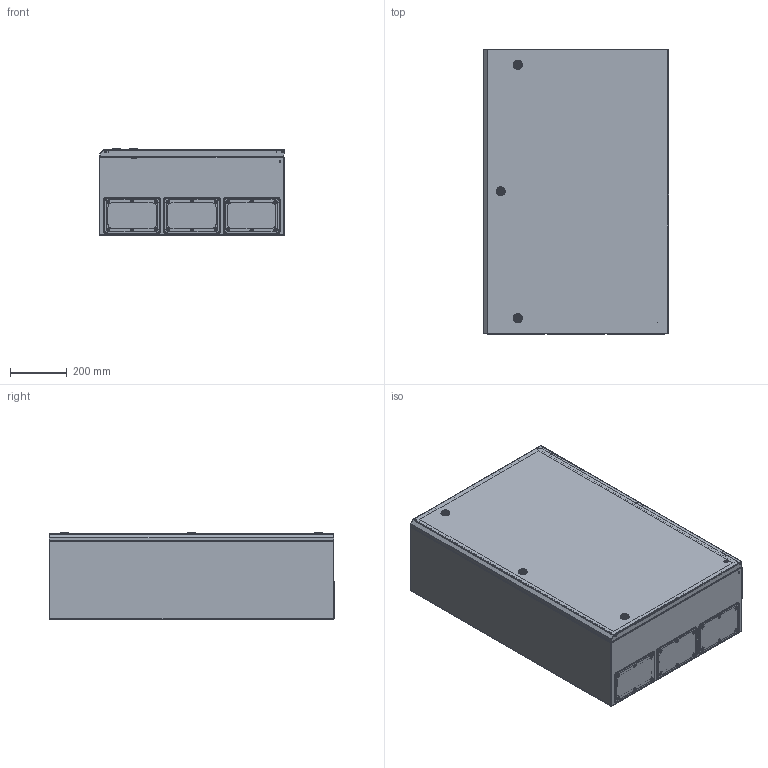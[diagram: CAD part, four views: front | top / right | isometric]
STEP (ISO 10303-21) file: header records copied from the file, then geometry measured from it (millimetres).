
FILE_DESCRIPTION (( 'STEP AP203' ), '1' );
FILE_NAME ('ÙÌÏã-100.65.30 êàá ôëàíåö IP65 EKF PROxima.STEP', '2022-12-08T08:05:36', ( '' ), ( '' ), 'SwSTEP 2.0', 'SolidWorks 2021', '' );
FILE_SCHEMA (( 'CONFIG_CONTROL_DESIGN' ));
Length unit declared in the file: millimetre
Products named in the file (22): ÓÊíà äâåðüÌÈ-2022; rivet 02_din1_DIN 660-5x8-St-A-2; ÌÈ-2022.01.00.001 Ñòåíêà âåðõíÿÿ_‘â. ­¨¦­ïï ; ÌÈ-2022.01.01.001 Ñòåíêà çàäíÿÿ; ÌÈ-2022.02.00.000 Äâåðü â ñáîðå; ÙÌÏã-100.65.30 êàá ôëàíåö IP65 EKF PROxima; Øïèëüêà ïðèâàðíàÿ Ì6õ20 DIN 13918; 蚘 縺 鐏鳧氀; hex flange nut_din1_Hexagon Flange Nut DIN 6923 - M6 - N; ﾌﾈ-2000.00.00.000 ﾂ粽蓖鵫 瑙褻 ﾘﾌﾏﾃ; Øïèëüêà Ì6õ12; ÌÈ-2022.01.00.001 Ñòåíêà âåðõíÿÿ; Íàâåñêà íà êîðïóñ ïîä êëåïêó; Çàìîê áîëüøîé; Ïåòëÿ íà äâåðü ï-îáðàçíàÿ; countersunk flat head cross recess screw_din12_DIN EN ISO 7046-1 - M4 x 10 - Z - 10N; ﾌﾈ-2022.02.00.001 ﾄ粢; ÌÈ-2022.01.01.000 Ñòåíêà çàäíÿÿ â ñáîðå; Îñü ïåòëè 4õ52_‚¨­â A.M4x0,5x40 ƒŽ‘’ 11644-75; ÌÈ-2022.01.00.000 Êîðïóñ â ñáîðå; ﾌﾈ-2000.00.00.001 ﾂ粽蓖鵫 瑙褻 ﾘﾌﾏﾃ; ÌÈ-460.00.00.001 Ïàíåëü ìîíòàæíàÿ
Assembly tree (65 placements, depth 4):
  ÙÌÏã-100.65.30 êàá ôëàíåö IP65 EKF PROxima
    ÌÈ-2022.01.00.000 Êîðïóñ â ñáîðå
      ÌÈ-2022.01.01.000 Ñòåíêà çàäíÿÿ â ñáîðå
        ÌÈ-2022.01.01.001 Ñòåíêà çàäíÿÿ
        Øïèëüêà Ì6õ12
        Øïèëüêà ïðèâàðíàÿ Ì6õ20 DIN 13918  x6
      ÌÈ-2022.01.00.001 Ñòåíêà âåðõíÿÿ
      ÌÈ-2022.01.00.001 Ñòåíêà âåðõíÿÿ_‘â. ­¨¦­ïï 
    ÌÈ-2022.02.00.000 Äâåðü â ñáîðå
      ﾌﾈ-2022.02.00.001 ﾄ粢
      ÓÊíà äâåðüÌÈ-2022
      Çàìîê áîëüøîé  x3
      Ïåòëÿ íà äâåðü ï-îáðàçíàÿ  x3
    ÌÈ-460.00.00.001 Ïàíåëü ìîíòàæíàÿ
    Íàâåñêà íà êîðïóñ ïîä êëåïêó  x3
    rivet 02_din1_DIN 660-5x8-St-A-2  x6
    Îñü ïåòëè 4õ52_‚¨­â A.M4x0,5x40 ƒŽ‘’ 11644-75  x3
    ﾌﾈ-2000.00.00.000 ﾂ粽蓖鵫 瑙褻 ﾘﾌﾏﾃ  x3
      ﾌﾈ-2000.00.00.001 ﾂ粽蓖鵫 瑙褻 ﾘﾌﾏﾃ
      蚘 縺 鐏鳧氀
    hex flange nut_din1_Hexagon Flange Nut DIN 6923 - M6 - N  x8
    countersunk flat head cross recess screw_din12_DIN EN ISO 7046-1 - M4 x 10 - Z - 10N  x18
Bounding box: 650.8 x 1003.8 x 306.34 mm (x, y, z)
Volume: 4670049.6 mm3; surface area: 6200803.7 mm2
Topology: 63 solids, 78 shells, 2370 faces, 5594 edges, 3407 vertices
Faces by surface type: plane 1072, cylinder 637, cone 368, torus 210, bspline 83
Entity records: 29942 total; most frequent: CARTESIAN_POINT 6243, DIRECTION 4351, ORIENTED_EDGE 4048, EDGE_CURVE 2024, AXIS2_PLACEMENT_3D 1614, VERTEX_POINT 1244, LINE 1123, VECTOR 1123
